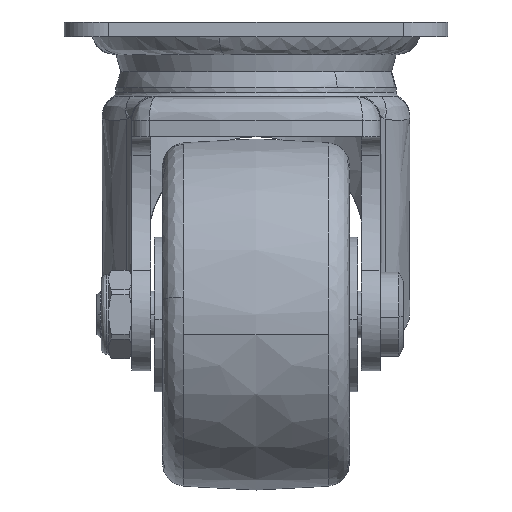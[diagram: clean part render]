
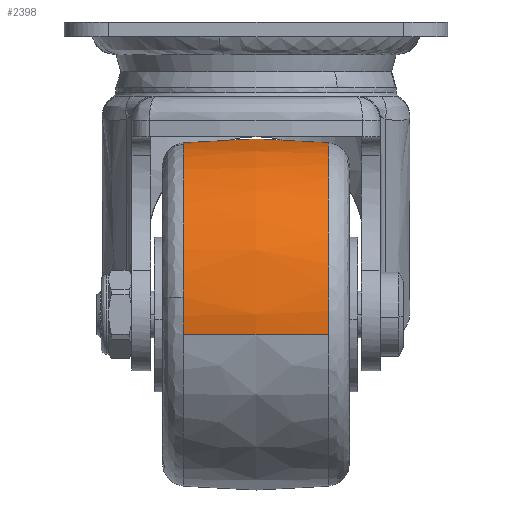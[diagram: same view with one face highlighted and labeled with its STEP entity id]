
A CAD part, left-side view. The second image highlights one B-rep face of the part: STEP entity #2398.
In plain terms, the highlighted free-form (B-spline) face has degree [2, 2] with [3, 9] control points.
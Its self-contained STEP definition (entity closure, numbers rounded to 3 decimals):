
#1953=CARTESIAN_POINT('',(36.461,-15.517,-58.359));
#1954=VERTEX_POINT('',#1953);
#1968=CARTESIAN_POINT('',(0.0,-15.517,-25.805));
#1969=VERTEX_POINT('',#1968);
#1970=CARTESIAN_POINT('',(0.0,-15.517,-25.805));
#1971=CARTESIAN_POINT('',(32.763,-15.517,-25.805));
#1972=CARTESIAN_POINT('',(36.461,-15.517,-58.359));
#1980=(BOUNDED_CURVE()B_SPLINE_CURVE(2,(#1970,#1971,#1972),.UNSPECIFIED.,.F.,.U.)B_SPLINE_CURVE_WITH_KNOTS((3,3),(0.0,0.23),.UNSPECIFIED.)CURVE()GEOMETRIC_REPRESENTATION_ITEM()RATIONAL_B_SPLINE_CURVE((1.0,0.73,0.958))REPRESENTATION_ITEM(''));
#1981=EDGE_CURVE('',#1969,#1954,#1980,.T.);
#1983=CARTESIAN_POINT('',(-36.45,-15.517,-66.737));
#1984=VERTEX_POINT('',#1983);
#1985=CARTESIAN_POINT('',(-36.45,-15.517,-66.737));
#1986=CARTESIAN_POINT('',(-36.695,-15.517,-64.626));
#1987=CARTESIAN_POINT('',(-36.695,-15.517,-62.5));
#1988=CARTESIAN_POINT('',(-36.695,-15.517,-25.805));
#1989=CARTESIAN_POINT('',(0.0,-15.517,-25.805));
#1997=(BOUNDED_CURVE()B_SPLINE_CURVE(2,(#1985,#1986,#1987,#1988,#1989),.UNSPECIFIED.,.F.,.U.)B_SPLINE_CURVE_WITH_KNOTS((3,2,3),(0.73,0.75,1.0),.UNSPECIFIED.)CURVE()GEOMETRIC_REPRESENTATION_ITEM()RATIONAL_B_SPLINE_CURVE((0.957,0.977,1.0,0.707,1.0))REPRESENTATION_ITEM(''));
#1998=EDGE_CURVE('',#1984,#1969,#1997,.T.);
#2000=CARTESIAN_POINT('',(0.0,-15.517,-99.195));
#2001=VERTEX_POINT('',#2000);
#2015=CARTESIAN_POINT('',(14.671,-15.517,-96.135));
#2016=VERTEX_POINT('',#2015);
#2017=CARTESIAN_POINT('',(14.671,-15.517,-96.135));
#2018=CARTESIAN_POINT('',(7.655,-15.517,-99.195));
#2019=CARTESIAN_POINT('',(0.0,-15.517,-99.195));
#2027=(BOUNDED_CURVE()B_SPLINE_CURVE(2,(#2017,#2018,#2019),.UNSPECIFIED.,.F.,.U.)B_SPLINE_CURVE_WITH_KNOTS((3,3),(0.432,0.5),.UNSPECIFIED.)CURVE()GEOMETRIC_REPRESENTATION_ITEM()RATIONAL_B_SPLINE_CURVE((0.884,0.92,1.0))REPRESENTATION_ITEM(''));
#2028=EDGE_CURVE('',#2016,#2001,#2027,.T.);
#2079=CARTESIAN_POINT('',(36.461,-15.517,-58.359));
#2080=CARTESIAN_POINT('',(36.695,-15.517,-60.423));
#2081=CARTESIAN_POINT('',(36.695,-15.517,-62.5));
#2082=CARTESIAN_POINT('',(36.695,-15.517,-86.528));
#2083=CARTESIAN_POINT('',(14.671,-15.517,-96.135));
#2091=(BOUNDED_CURVE()B_SPLINE_CURVE(2,(#2079,#2080,#2081,#2082,#2083),.UNSPECIFIED.,.F.,.U.)B_SPLINE_CURVE_WITH_KNOTS((3,2,3),(0.23,0.25,0.432),.UNSPECIFIED.)CURVE()GEOMETRIC_REPRESENTATION_ITEM()RATIONAL_B_SPLINE_CURVE((0.958,0.977,1.0,0.787,0.884))REPRESENTATION_ITEM(''));
#2092=EDGE_CURVE('',#1954,#2016,#2091,.T.);
#2121=CARTESIAN_POINT('',(35.841,15.517,-70.374));
#2122=VERTEX_POINT('',#2121);
#2123=CARTESIAN_POINT('',(0.0,15.517,-99.195));
#2124=VERTEX_POINT('',#2123);
#2125=CARTESIAN_POINT('',(35.841,15.517,-70.374));
#2126=CARTESIAN_POINT('',(29.509,15.517,-99.195));
#2127=CARTESIAN_POINT('',(0.0,15.517,-99.195));
#2135=(BOUNDED_CURVE()B_SPLINE_CURVE(2,(#2125,#2126,#2127),.UNSPECIFIED.,.F.,.U.)B_SPLINE_CURVE_WITH_KNOTS((3,3),(0.287,0.5),.UNSPECIFIED.)CURVE()GEOMETRIC_REPRESENTATION_ITEM()RATIONAL_B_SPLINE_CURVE((0.927,0.75,1.0))REPRESENTATION_ITEM(''));
#2136=EDGE_CURVE('',#2122,#2124,#2135,.T.);
#2138=CARTESIAN_POINT('',(-36.45,15.517,-66.737));
#2139=VERTEX_POINT('',#2138);
#2153=CARTESIAN_POINT('',(-36.51,15.517,-58.817));
#2154=VERTEX_POINT('',#2153);
#2155=CARTESIAN_POINT('',(-36.45,15.517,-66.737));
#2156=CARTESIAN_POINT('',(-36.695,15.517,-64.626));
#2157=CARTESIAN_POINT('',(-36.695,15.517,-62.5));
#2158=CARTESIAN_POINT('',(-36.695,15.517,-60.654));
#2159=CARTESIAN_POINT('',(-36.51,15.517,-58.817));
#2167=(BOUNDED_CURVE()B_SPLINE_CURVE(2,(#2155,#2156,#2157,#2158,#2159),.UNSPECIFIED.,.F.,.U.)B_SPLINE_CURVE_WITH_KNOTS((3,2,3),(0.73,0.75,0.767),.UNSPECIFIED.)CURVE()GEOMETRIC_REPRESENTATION_ITEM()RATIONAL_B_SPLINE_CURVE((0.957,0.977,1.0,0.98,0.962))REPRESENTATION_ITEM(''));
#2168=EDGE_CURVE('',#2139,#2154,#2167,.T.);
#2262=CARTESIAN_POINT('',(0.0,15.517,-25.805));
#2263=VERTEX_POINT('',#2262);
#2264=CARTESIAN_POINT('',(0.0,15.517,-25.805));
#2265=CARTESIAN_POINT('',(36.695,15.517,-25.805));
#2266=CARTESIAN_POINT('',(36.695,15.517,-62.5));
#2267=CARTESIAN_POINT('',(36.695,15.517,-66.483));
#2268=CARTESIAN_POINT('',(35.841,15.517,-70.374));
#2276=(BOUNDED_CURVE()B_SPLINE_CURVE(2,(#2264,#2265,#2266,#2267,#2268),.UNSPECIFIED.,.F.,.U.)B_SPLINE_CURVE_WITH_KNOTS((3,2,3),(0.0,0.25,0.287),.UNSPECIFIED.)CURVE()GEOMETRIC_REPRESENTATION_ITEM()RATIONAL_B_SPLINE_CURVE((1.0,0.707,1.0,0.957,0.927))REPRESENTATION_ITEM(''));
#2277=EDGE_CURVE('',#2263,#2122,#2276,.T.);
#2311=CARTESIAN_POINT('',(-36.51,15.517,-58.817));
#2312=CARTESIAN_POINT('',(-33.18,15.517,-25.805));
#2313=CARTESIAN_POINT('',(0.0,15.517,-25.805));
#2321=(BOUNDED_CURVE()B_SPLINE_CURVE(2,(#2311,#2312,#2313),.UNSPECIFIED.,.F.,.U.)B_SPLINE_CURVE_WITH_KNOTS((3,3),(0.767,1.0),.UNSPECIFIED.)CURVE()GEOMETRIC_REPRESENTATION_ITEM()RATIONAL_B_SPLINE_CURVE((0.962,0.728,1.0))REPRESENTATION_ITEM(''));
#2322=EDGE_CURVE('',#2154,#2263,#2321,.T.);
#2327=CARTESIAN_POINT('',(-36.283,17.058,-66.718));
#2328=CARTESIAN_POINT('',(-38.222,0.,-66.943));
#2329=CARTESIAN_POINT('',(-36.283,-17.058,-66.718));
#2330=CARTESIAN_POINT('',(-36.527,17.058,-64.616));
#2331=CARTESIAN_POINT('',(-38.479,0.,-64.729));
#2332=CARTESIAN_POINT('',(-36.527,-17.058,-64.616));
#2333=CARTESIAN_POINT('',(-36.527,17.058,-62.5));
#2334=CARTESIAN_POINT('',(-38.479,0.,-62.5));
#2335=CARTESIAN_POINT('',(-36.527,-17.058,-62.5));
#2336=CARTESIAN_POINT('',(-36.527,17.058,-25.973));
#2337=CARTESIAN_POINT('',(-38.479,0.,-24.021));
#2338=CARTESIAN_POINT('',(-36.527,-17.058,-25.973));
#2339=CARTESIAN_POINT('',(0.0,17.058,-25.973));
#2340=CARTESIAN_POINT('',(0.0,0.,-24.021));
#2341=CARTESIAN_POINT('',(0.0,-17.058,-25.973));
#2342=CARTESIAN_POINT('',(36.527,17.058,-25.973));
#2343=CARTESIAN_POINT('',(38.479,0.,-24.021));
#2344=CARTESIAN_POINT('',(36.527,-17.058,-25.973));
#2345=CARTESIAN_POINT('',(36.527,17.058,-62.5));
#2346=CARTESIAN_POINT('',(38.479,0.,-62.5));
#2347=CARTESIAN_POINT('',(36.527,-17.058,-62.5));
#2348=CARTESIAN_POINT('',(36.527,17.058,-99.027));
#2349=CARTESIAN_POINT('',(38.479,0.,-100.979));
#2350=CARTESIAN_POINT('',(36.527,-17.058,-99.027));
#2351=CARTESIAN_POINT('',(0.0,17.058,-99.027));
#2352=CARTESIAN_POINT('',(0.0,0.,-100.979));
#2353=CARTESIAN_POINT('',(0.0,-17.058,-99.027));
#2361=(BOUNDED_SURFACE()B_SPLINE_SURFACE(2,2,((#2327,#2330,#2333,#2336,#2339,#2342,#2345,#2348,#2351),(#2328,#2331,#2334,#2337,#2340,#2343,#2346,#2349,#2352),(#2329,#2332,#2335,#2338,#2341,#2344,#2347,#2350,#2353)),.UNSPECIFIED.,.F.,.F.,.U.)B_SPLINE_SURFACE_WITH_KNOTS((3,3),(3,2,2,2,3),(0.0,34.227),(0.0,4.971,67.103,129.235,191.367),.UNSPECIFIED.)GEOMETRIC_REPRESENTATION_ITEM()RATIONAL_B_SPLINE_SURFACE(((0.84,0.857,0.878,0.621,0.878,0.621,0.878,0.621,0.878),(0.835,0.852,0.872,0.617,0.872,0.617,0.872,0.617,0.872),(0.84,0.857,0.878,0.621,0.878,0.621,0.878,0.621,0.878)))REPRESENTATION_ITEM('')SURFACE());
#2362=ORIENTED_EDGE('',*,*,#1998,.T.);
#2363=ORIENTED_EDGE('',*,*,#1981,.T.);
#2364=ORIENTED_EDGE('',*,*,#2092,.T.);
#2365=ORIENTED_EDGE('',*,*,#2028,.T.);
#2366=CARTESIAN_POINT('',(0.0,15.517,-99.195));
#2367=CARTESIAN_POINT('',(0.0,0.,-100.809));
#2368=CARTESIAN_POINT('',(0.0,-15.517,-99.195));
#2376=(BOUNDED_CURVE()B_SPLINE_CURVE(2,(#2366,#2367,#2368),.UNSPECIFIED.,.F.,.U.)B_SPLINE_CURVE_WITH_KNOTS((3,3),(0.431,0.569),.UNSPECIFIED.)CURVE()GEOMETRIC_REPRESENTATION_ITEM()RATIONAL_B_SPLINE_CURVE((0.877,0.873,0.877))REPRESENTATION_ITEM(''));
#2377=EDGE_CURVE('',#2124,#2001,#2376,.T.);
#2378=ORIENTED_EDGE('',*,*,#2377,.F.);
#2379=ORIENTED_EDGE('',*,*,#2136,.F.);
#2380=ORIENTED_EDGE('',*,*,#2277,.F.);
#2381=ORIENTED_EDGE('',*,*,#2322,.F.);
#2382=ORIENTED_EDGE('',*,*,#2168,.F.);
#2383=CARTESIAN_POINT('',(-36.45,15.517,-66.737));
#2384=CARTESIAN_POINT('',(-38.053,0.,-66.923));
#2385=CARTESIAN_POINT('',(-36.45,-15.517,-66.737));
#2393=(BOUNDED_CURVE()B_SPLINE_CURVE(2,(#2383,#2384,#2385),.UNSPECIFIED.,.F.,.U.)B_SPLINE_CURVE_WITH_KNOTS((3,3),(0.431,0.569),.UNSPECIFIED.)CURVE()GEOMETRIC_REPRESENTATION_ITEM()RATIONAL_B_SPLINE_CURVE((0.84,0.835,0.84))REPRESENTATION_ITEM(''));
#2394=EDGE_CURVE('',#2139,#1984,#2393,.T.);
#2395=ORIENTED_EDGE('',*,*,#2394,.T.);
#2396=EDGE_LOOP('',(#2362,#2363,#2364,#2365,#2378,#2379,#2380,#2381,#2382,#2395));
#2397=FACE_OUTER_BOUND('',#2396,.T.);
#2398=ADVANCED_FACE('',(#2397),#2361,.T.);
